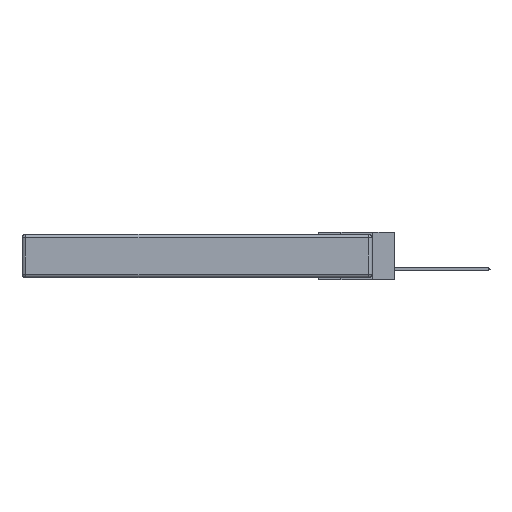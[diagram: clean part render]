
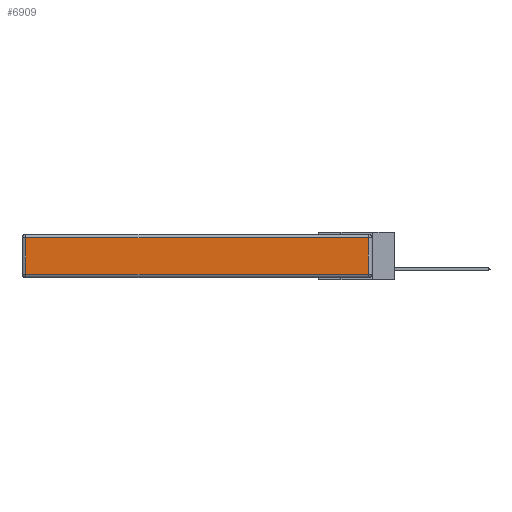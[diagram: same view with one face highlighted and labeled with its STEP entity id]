
A CAD part, left-side view. The second image highlights one B-rep face of the part: STEP entity #6909.
In plain terms, the highlighted planar face has unit normal (-1, 0, 0).
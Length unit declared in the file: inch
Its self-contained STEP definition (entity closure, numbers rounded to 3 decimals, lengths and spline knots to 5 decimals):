
#1072 = DIRECTION ( 'NONE',  ( 0., 0., 1. ) ) ;
#1440 = CARTESIAN_POINT ( 'NONE',  ( 0., 2.75, -0.03 ) ) ;
#1567 = LINE ( 'NONE', #1440, #2396 ) ;
#2396 = VECTOR ( 'NONE', #22650, 39.37008 ) ;
#2431 = VERTEX_POINT ( 'NONE', #11732 ) ;
#3096 = ORIENTED_EDGE ( 'NONE', *, *, #25735, .T. ) ;
#5350 = EDGE_LOOP ( 'NONE', ( #5654, #25831, #3096, #13151 ) ) ;
#5654 = ORIENTED_EDGE ( 'NONE', *, *, #11156, .T. ) ;
#6537 = VECTOR ( 'NONE', #1072, 39.37008 ) ;
#6570 = LINE ( 'NONE', #29769, #7831 ) ;
#6909 = ADVANCED_FACE ( 'NONE', ( #7271 ), #31268, .T. ) ;
#7271 = FACE_OUTER_BOUND ( 'NONE', #5350, .T. ) ;
#7831 = VECTOR ( 'NONE', #11253, 39.37008 ) ;
#8913 = CARTESIAN_POINT ( 'NONE',  ( 0., 0.03, -0.343 ) ) ;
#10641 = VERTEX_POINT ( 'NONE', #31791 ) ;
#11156 = EDGE_CURVE ( 'NONE', #21397, #28095, #6570, .T. ) ;
#11253 = DIRECTION ( 'NONE',  ( 0., -1., 0. ) ) ;
#11590 = EDGE_CURVE ( 'NONE', #28095, #2431, #24969, .T. ) ;
#11732 = CARTESIAN_POINT ( 'NONE',  ( 0., 0.03, -0.03 ) ) ;
#12339 = CARTESIAN_POINT ( 'NONE',  ( 0., 0.03, -0.313 ) ) ;
#13151 = ORIENTED_EDGE ( 'NONE', *, *, #26285, .T. ) ;
#14325 = DIRECTION ( 'NONE',  ( -1., 0., 0. ) ) ;
#15065 = LINE ( 'NONE', #24322, #19146 ) ;
#15565 = CARTESIAN_POINT ( 'NONE',  ( 0., 0., -0.343 ) ) ;
#19146 = VECTOR ( 'NONE', #29472, 39.37008 ) ;
#20808 = DIRECTION ( 'NONE',  ( 0., 0., 1. ) ) ;
#21397 = VERTEX_POINT ( 'NONE', #23681 ) ;
#22650 = DIRECTION ( 'NONE',  ( 0., 1., 0. ) ) ;
#23681 = CARTESIAN_POINT ( 'NONE',  ( 0., 2.72, -0.313 ) ) ;
#24322 = CARTESIAN_POINT ( 'NONE',  ( 0., 2.72, -0.343 ) ) ;
#24969 = LINE ( 'NONE', #8913, #6537 ) ;
#25735 = EDGE_CURVE ( 'NONE', #2431, #10641, #1567, .T. ) ;
#25831 = ORIENTED_EDGE ( 'NONE', *, *, #11590, .T. ) ;
#26285 = EDGE_CURVE ( 'NONE', #10641, #21397, #15065, .T. ) ;
#27195 = AXIS2_PLACEMENT_3D ( 'NONE', #15565, #14325, #20808 ) ;
#28095 = VERTEX_POINT ( 'NONE', #12339 ) ;
#29472 = DIRECTION ( 'NONE',  ( 0., 0., -1. ) ) ;
#29769 = CARTESIAN_POINT ( 'NONE',  ( 0., 0., -0.313 ) ) ;
#31268 = PLANE ( 'NONE',  #27195 ) ;
#31791 = CARTESIAN_POINT ( 'NONE',  ( 0., 2.72, -0.03 ) ) ;
